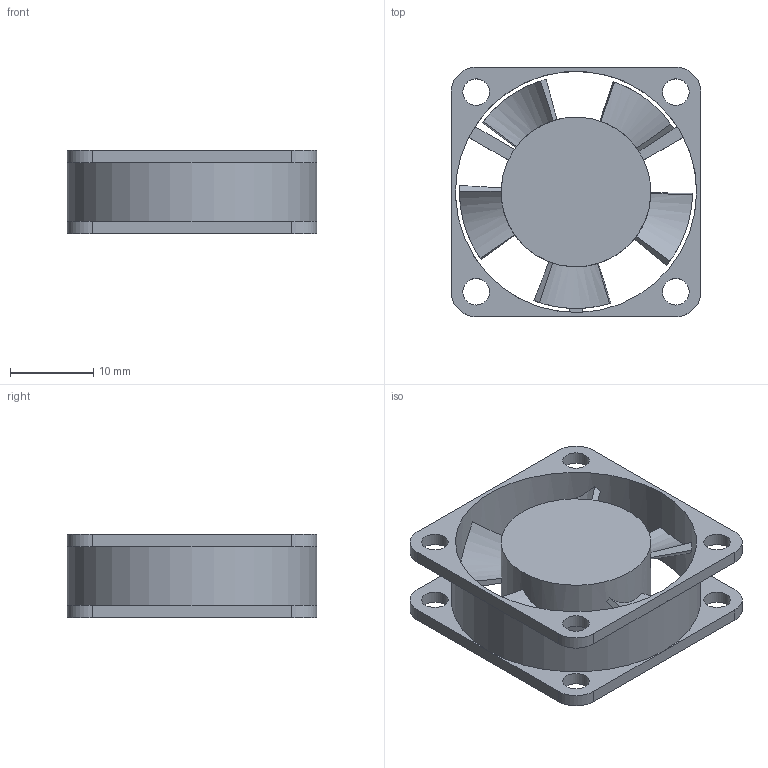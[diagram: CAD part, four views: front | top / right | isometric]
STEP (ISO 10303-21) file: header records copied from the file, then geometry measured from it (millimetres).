
FILE_DESCRIPTION (( 'STEP AP214' ), '1' );
FILE_NAME ('KDE0503PFB3.step', '2020-10-21T17:03:39', ( '' ), ( '' ), 'SwSTEP 2.0', 'SolidWorks 2010', '' );
FILE_SCHEMA (( 'AUTOMOTIVE_DESIGN' ));
Length unit declared in the file: millimetre
Products named in the file (3): Fan_HouseKDE0503PFB3_KDE0503PFB3; FanKDE0503PFB3_KDE0503PFB3; KDE0503PFB3
Assembly tree (2 placements, depth 2):
  KDE0503PFB3
    FanKDE0503PFB3_KDE0503PFB3
    Fan_HouseKDE0503PFB3_KDE0503PFB3
Bounding box: 30 x 30 x 10 mm (x, y, z)
Volume: 3673.4 mm3; surface area: 4890.9 mm2
Topology: 2 solids, 2 shells, 74 faces, 197 edges, 130 vertices
Faces by surface type: plane 37, cylinder 27, bspline 10
Full cylindrical faces by diameter (mm): 3.2 x8, 18 x1, 29 x1, 30 x1
Entity records: 2640 total; most frequent: CARTESIAN_POINT 821, ORIENTED_EDGE 358, DIRECTION 332, EDGE_CURVE 179, AXIS2_PLACEMENT_3D 124, VERTEX_POINT 123, EDGE_LOOP 110, FACE_OUTER_BOUND 85
